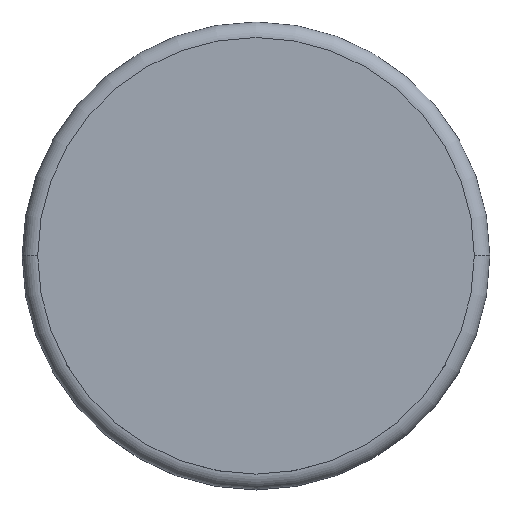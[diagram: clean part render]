
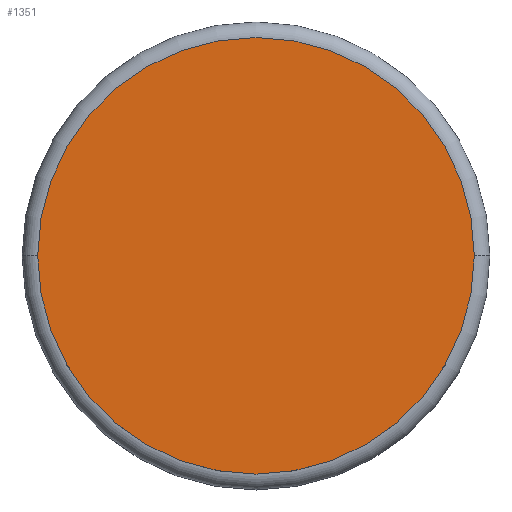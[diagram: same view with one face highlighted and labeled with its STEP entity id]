
A CAD part, top view. The second image highlights one B-rep face of the part: STEP entity #1351.
In plain terms, the highlighted planar face has unit normal (0, 0, 1).
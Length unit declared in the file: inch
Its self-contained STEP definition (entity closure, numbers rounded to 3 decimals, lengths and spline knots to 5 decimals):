
#8 = EDGE_CURVE ( 'NONE', #1021, #1584, #1291, .T. ) ;
#33 = DIRECTION ( 'NONE',  ( 0., 0., 1. ) ) ;
#154 = DIRECTION ( 'NONE',  ( 0., 0., 1. ) ) ;
#272 = CARTESIAN_POINT ( 'NONE',  ( 0., 0., 0.05118 ) ) ;
#336 = AXIS2_PLACEMENT_3D ( 'NONE', #356, #621, #877 ) ;
#347 = FACE_OUTER_BOUND ( 'NONE', #924, .T. ) ;
#356 = CARTESIAN_POINT ( 'NONE',  ( 0.11465, -0.11465, 0.05118 ) ) ;
#531 = DIRECTION ( 'NONE',  ( 1., 0., 0. ) ) ;
#536 = DIRECTION ( 'NONE',  ( 1., 0., 0. ) ) ;
#621 = DIRECTION ( 'NONE',  ( 0., 0., 1. ) ) ;
#778 = CARTESIAN_POINT ( 'NONE',  ( 0.11024, 0., 0.05118 ) ) ;
#877 = DIRECTION ( 'NONE',  ( 0., 1., 0. ) ) ;
#924 = EDGE_LOOP ( 'NONE', ( #1244, #1446 ) ) ;
#1021 = VERTEX_POINT ( 'NONE', #1356 ) ;
#1148 = AXIS2_PLACEMENT_3D ( 'NONE', #1272, #33, #536 ) ;
#1244 = ORIENTED_EDGE ( 'NONE', *, *, #1360, .T. ) ;
#1245 = CIRCLE ( 'NONE', #1461, 0.11024 ) ;
#1246 = PLANE ( 'NONE',  #336 ) ;
#1272 = CARTESIAN_POINT ( 'NONE',  ( 0., 0., 0.05118 ) ) ;
#1291 = CIRCLE ( 'NONE', #1148, 0.11024 ) ;
#1351 = ADVANCED_FACE ( 'NONE', ( #347 ), #1246, .T. ) ;
#1356 = CARTESIAN_POINT ( 'NONE',  ( -0.11024, 0., 0.05118 ) ) ;
#1360 = EDGE_CURVE ( 'NONE', #1584, #1021, #1245, .T. ) ;
#1446 = ORIENTED_EDGE ( 'NONE', *, *, #8, .T. ) ;
#1461 = AXIS2_PLACEMENT_3D ( 'NONE', #272, #154, #531 ) ;
#1584 = VERTEX_POINT ( 'NONE', #778 ) ;
